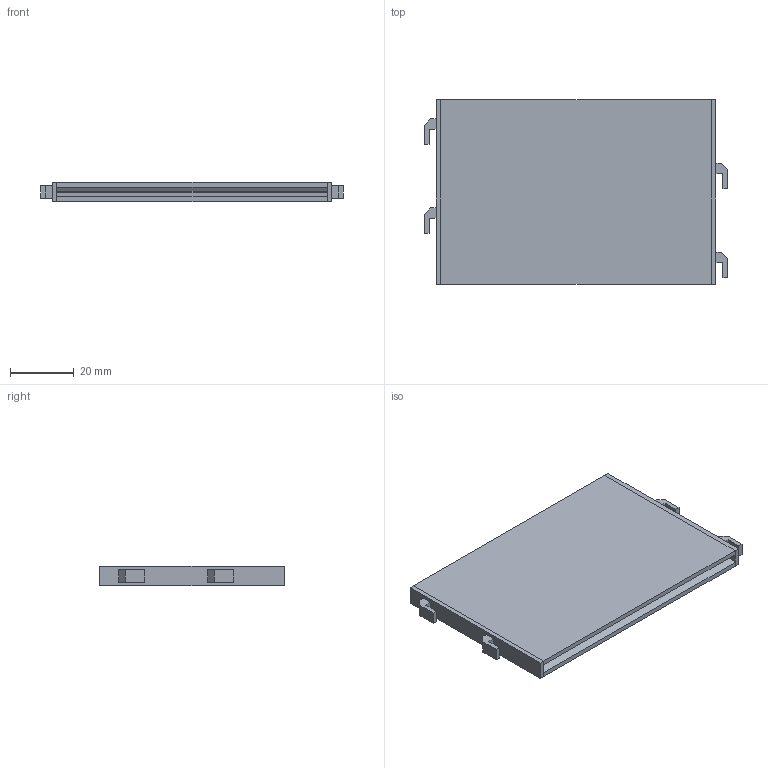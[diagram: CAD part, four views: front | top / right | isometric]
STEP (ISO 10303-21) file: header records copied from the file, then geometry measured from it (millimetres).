
FILE_DESCRIPTION (( 'STEP AP214' ), '1' );
FILE_NAME ('F000719,F000722,F000725_3D.step', '2022-10-10T14:05:35', ( '' ), ( '' ), 'SwSTEP 2.0', 'SolidWorks 2020', '' );
FILE_SCHEMA (( 'AUTOMOTIVE_DESIGN' ));
Length unit declared in the file: millimetre
Products named in the file (1): F000719,F000722,F000725_3D
Bounding box: 95.2 x 58 x 6 mm (x, y, z)
Volume: 6863.9 mm3; surface area: 24612.2 mm2
Topology: 3 solids, 3 shells, 62 faces, 156 edges, 104 vertices
Faces by surface type: plane 62
Entity records: 1872 total; most frequent: CARTESIAN_POINT 323, ORIENTED_EDGE 312, DIRECTION 282, LINE 156, VECTOR 156, EDGE_CURVE 156, VERTEX_POINT 104, EDGE_LOOP 66
